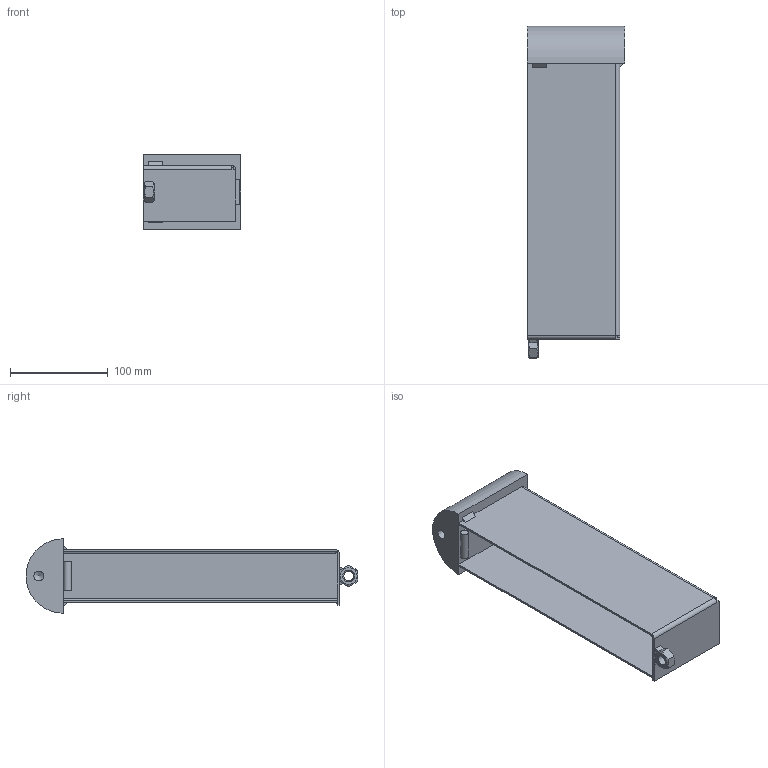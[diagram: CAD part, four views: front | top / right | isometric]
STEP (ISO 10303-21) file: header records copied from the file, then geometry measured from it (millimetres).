
FILE_DESCRIPTION(/* description */ (''),/* implementation_level */ '2;1');
FILE_NAME(/* name */ 'SF 450 B-B Beam-Beam unit.stp',/* time_stamp */ '2020-04-16T10:30:47+02:00',/* author */ ('Bruker'),/* organization */ (''),/* preprocessor_version */ 'ST-DEVELOPER v18',/* originating_system */ 'Autodesk Inventor 2020',/* authorisation */ '');
FILE_SCHEMA (('AUTOMOTIVE_DESIGN { 1 0 10303 214 3 1 1 }'));
Length unit declared in the file: millimetre
Products named in the file (6): SF 450 B-B; SF 450 B-B_1; SF 450-1 U-channel; SF 450 B-B-2 Half round steel; SF 450-5 Round bar; DIN 934 - M12
Assembly tree (5 placements, depth 2):
  SF 450 B-B
    SF 450 B-B_1
    SF 450-1 U-channel
    SF 450 B-B-2 Half round steel
    SF 450-5 Round bar
    DIN 934 - M12
Bounding box: 99.5 x 339 x 76 mm (x, y, z)
Volume: 361410.9 mm3; surface area: 176199.2 mm2
Topology: 12 solids, 12 shells, 101 faces, 203 edges, 126 vertices
Faces by surface type: plane 79, cylinder 12, cone 6, bspline 4
Full cylindrical faces by diameter (mm): 8 x1, 10.106 x2, 17.294 x1
Entity records: 13874 total; most frequent: CARTESIAN_POINT 11596, DIRECTION 430, ORIENTED_EDGE 402, EDGE_CURVE 201, AXIS2_PLACEMENT_3D 146, LINE 138, VECTOR 138, VERTEX_POINT 126
